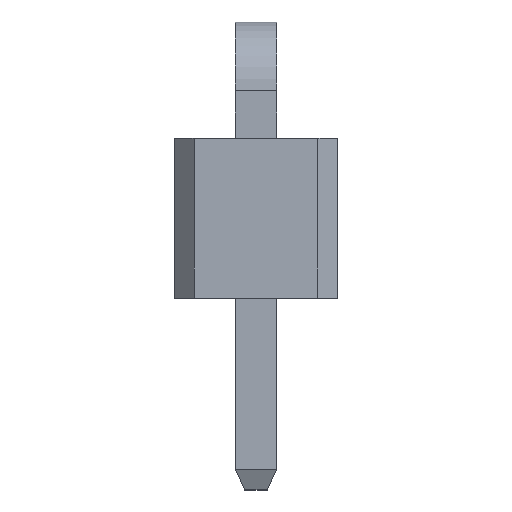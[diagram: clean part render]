
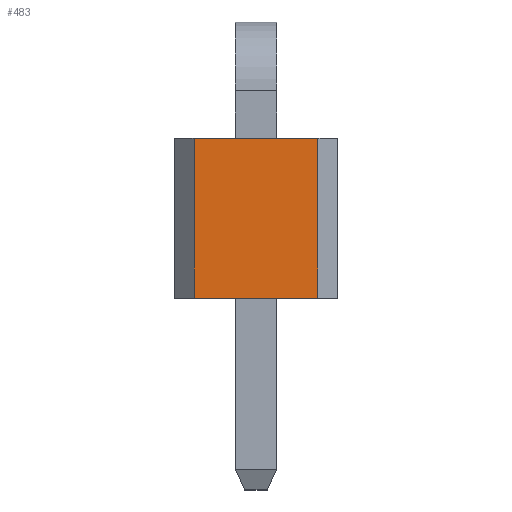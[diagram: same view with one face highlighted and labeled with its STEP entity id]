
A CAD part, top view. The second image highlights one B-rep face of the part: STEP entity #483.
In plain terms, the highlighted planar face has unit normal (0, 0, 1).
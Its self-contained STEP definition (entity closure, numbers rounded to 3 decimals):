
#2 = VERTEX_POINT ( 'NONE', #899 ) ;
#3 = EDGE_CURVE ( 'NONE', #180, #2, #207, .T. ) ;
#40 = DIRECTION ( 'NONE',  ( 1., 0., 0. ) ) ;
#85 = VECTOR ( 'NONE', #200, 1000. ) ;
#102 = LINE ( 'NONE', #593, #85 ) ;
#177 = DIRECTION ( 'NONE',  ( -1., 0., 0. ) ) ;
#180 = VERTEX_POINT ( 'NONE', #448 ) ;
#200 = DIRECTION ( 'NONE',  ( 0., -1., 0. ) ) ;
#207 = LINE ( 'NONE', #709, #1226 ) ;
#210 = EDGE_CURVE ( 'NONE', #180, #817, #455, .T. ) ;
#329 = FACE_OUTER_BOUND ( 'NONE', #573, .T. ) ;
#350 = DIRECTION ( 'NONE',  ( 1., 0., 0. ) ) ;
#357 = ORIENTED_EDGE ( 'NONE', *, *, #801, .T. ) ;
#413 = CARTESIAN_POINT ( 'NONE',  ( 0.97, 0., 1.27 ) ) ;
#444 = CARTESIAN_POINT ( 'NONE',  ( -0.97, 0., 1.27 ) ) ;
#448 = CARTESIAN_POINT ( 'NONE',  ( -0.97, 2.5, 1.27 ) ) ;
#455 = LINE ( 'NONE', #839, #596 ) ;
#469 = ORIENTED_EDGE ( 'NONE', *, *, #3, .T. ) ;
#471 = CARTESIAN_POINT ( 'NONE',  ( -0.97, 2.5, 1.27 ) ) ;
#483 = ADVANCED_FACE ( 'NONE', ( #329 ), #724, .F. ) ;
#486 = ORIENTED_EDGE ( 'NONE', *, *, #210, .F. ) ;
#573 = EDGE_LOOP ( 'NONE', ( #357, #1109, #486, #469 ) ) ;
#593 = CARTESIAN_POINT ( 'NONE',  ( 0.97, 2.5, 1.27 ) ) ;
#596 = VECTOR ( 'NONE', #40, 1000. ) ;
#637 = CARTESIAN_POINT ( 'NONE',  ( 0.97, 2.5, 1.27 ) ) ;
#709 = CARTESIAN_POINT ( 'NONE',  ( -0.97, 2.5, 1.27 ) ) ;
#724 = PLANE ( 'NONE',  #1169 ) ;
#801 = EDGE_CURVE ( 'NONE', #2, #1135, #813, .T. ) ;
#813 = LINE ( 'NONE', #444, #1089 ) ;
#817 = VERTEX_POINT ( 'NONE', #637 ) ;
#839 = CARTESIAN_POINT ( 'NONE',  ( -0.97, 2.5, 1.27 ) ) ;
#886 = DIRECTION ( 'NONE',  ( 0., -1., 0. ) ) ;
#899 = CARTESIAN_POINT ( 'NONE',  ( -0.97, 0., 1.27 ) ) ;
#1062 = DIRECTION ( 'NONE',  ( 0., 0., -1. ) ) ;
#1080 = EDGE_CURVE ( 'NONE', #817, #1135, #102, .T. ) ;
#1089 = VECTOR ( 'NONE', #350, 1000. ) ;
#1109 = ORIENTED_EDGE ( 'NONE', *, *, #1080, .F. ) ;
#1135 = VERTEX_POINT ( 'NONE', #413 ) ;
#1169 = AXIS2_PLACEMENT_3D ( 'NONE', #471, #1062, #177 ) ;
#1226 = VECTOR ( 'NONE', #886, 1000. ) ;
